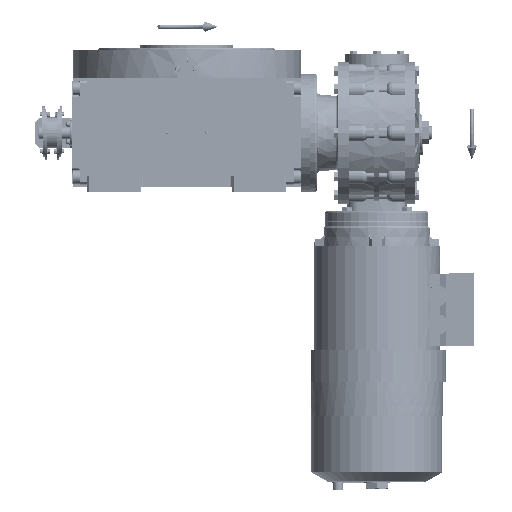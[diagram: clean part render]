
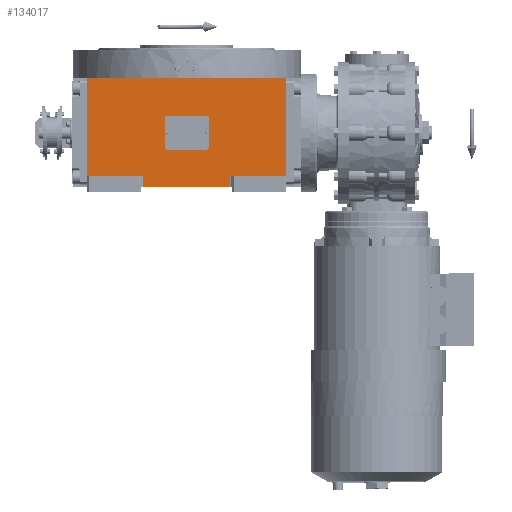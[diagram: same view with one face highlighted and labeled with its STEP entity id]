
A CAD part, top view. The second image highlights one B-rep face of the part: STEP entity #134017.
In plain terms, the highlighted planar face has unit normal (0, 0, 1).
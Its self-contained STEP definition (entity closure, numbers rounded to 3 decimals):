
#1527 = VERTEX_POINT ( 'NONE', #152859 ) ;
#2950 = DIRECTION ( 'NONE',  ( 0., -1., 0. ) ) ;
#4210 = VECTOR ( 'NONE', #11166, 1000. ) ;
#4690 = EDGE_CURVE ( 'NONE', #53645, #26406, #83286, .T. ) ;
#6769 = VECTOR ( 'NONE', #59884, 1000. ) ;
#10056 = ORIENTED_EDGE ( 'NONE', *, *, #120415, .F. ) ;
#11166 = DIRECTION ( 'NONE',  ( 1., 0., 0. ) ) ;
#14405 = DIRECTION ( 'NONE',  ( 0., 1., 0. ) ) ;
#18683 = ORIENTED_EDGE ( 'NONE', *, *, #4690, .T. ) ;
#19274 = LINE ( 'NONE', #73097, #6769 ) ;
#20549 = VERTEX_POINT ( 'NONE', #37103 ) ;
#20993 = VECTOR ( 'NONE', #14405, 1000. ) ;
#21508 = ORIENTED_EDGE ( 'NONE', *, *, #67069, .F. ) ;
#26406 = VERTEX_POINT ( 'NONE', #169252 ) ;
#28445 = DIRECTION ( 'NONE',  ( 1., 0., 0. ) ) ;
#29113 = VERTEX_POINT ( 'NONE', #115843 ) ;
#33636 = ORIENTED_EDGE ( 'NONE', *, *, #143828, .F. ) ;
#37103 = CARTESIAN_POINT ( 'NONE',  ( -135., 75., 226. ) ) ;
#37818 = LINE ( 'NONE', #133107, #69942 ) ;
#38302 = DIRECTION ( 'NONE',  ( 0., 0., 1. ) ) ;
#40071 = PLANE ( 'NONE',  #170211 ) ;
#40260 = DIRECTION ( 'NONE',  ( 1., 0., 0. ) ) ;
#41310 = ORIENTED_EDGE ( 'NONE', *, *, #42792, .F. ) ;
#42792 = EDGE_CURVE ( 'NONE', #84226, #29113, #93895, .T. ) ;
#43603 = DIRECTION ( 'NONE',  ( 0., 1., 0. ) ) ;
#47094 = VECTOR ( 'NONE', #28445, 1000. ) ;
#53645 = VERTEX_POINT ( 'NONE', #85441 ) ;
#59884 = DIRECTION ( 'NONE',  ( 0., 1., 0. ) ) ;
#64547 = VERTEX_POINT ( 'NONE', #83415 ) ;
#67069 = EDGE_CURVE ( 'NONE', #1527, #101059, #19274, .T. ) ;
#69942 = VECTOR ( 'NONE', #121600, 1000. ) ;
#73022 = EDGE_LOOP ( 'NONE', ( #158188, #41310, #92390, #18683, #10056, #33636, #154434, #21508 ) ) ;
#73097 = CARTESIAN_POINT ( 'NONE',  ( -59., -73., 226. ) ) ;
#73749 = CARTESIAN_POINT ( 'NONE',  ( -59., -59., 226. ) ) ;
#81587 = CARTESIAN_POINT ( 'NONE',  ( 135., -59., 226. ) ) ;
#83286 = LINE ( 'NONE', #81587, #141293 ) ;
#83415 = CARTESIAN_POINT ( 'NONE',  ( -135., -59., 226. ) ) ;
#84226 = VERTEX_POINT ( 'NONE', #161678 ) ;
#85441 = CARTESIAN_POINT ( 'NONE',  ( 135., -59., 226. ) ) ;
#91230 = FACE_OUTER_BOUND ( 'NONE', #73022, .T. ) ;
#92300 = CARTESIAN_POINT ( 'NONE',  ( 59., -59., 226. ) ) ;
#92390 = ORIENTED_EDGE ( 'NONE', *, *, #155164, .T. ) ;
#93831 = CARTESIAN_POINT ( 'NONE',  ( -135., -59., 226. ) ) ;
#93895 = LINE ( 'NONE', #147745, #126519 ) ;
#95497 = CARTESIAN_POINT ( 'NONE',  ( -135., -59., 226. ) ) ;
#101059 = VERTEX_POINT ( 'NONE', #73749 ) ;
#107949 = CARTESIAN_POINT ( 'NONE',  ( -135., -73., 226. ) ) ;
#115843 = CARTESIAN_POINT ( 'NONE',  ( 59., -73., 226. ) ) ;
#119674 = CARTESIAN_POINT ( 'NONE',  ( -135., 75., 226. ) ) ;
#120415 = EDGE_CURVE ( 'NONE', #20549, #26406, #132071, .T. ) ;
#121600 = DIRECTION ( 'NONE',  ( 1., 0., 0. ) ) ;
#122843 = EDGE_CURVE ( 'NONE', #64547, #101059, #151932, .T. ) ;
#124470 = VECTOR ( 'NONE', #40260, 1000. ) ;
#126018 = EDGE_CURVE ( 'NONE', #1527, #29113, #37818, .T. ) ;
#126519 = VECTOR ( 'NONE', #2950, 1000. ) ;
#131150 = LINE ( 'NONE', #92300, #124470 ) ;
#132071 = LINE ( 'NONE', #119674, #4210 ) ;
#133107 = CARTESIAN_POINT ( 'NONE',  ( -59., -73., 226. ) ) ;
#134017 = ADVANCED_FACE ( 'NONE', ( #91230 ), #40071, .T. ) ;
#135288 = LINE ( 'NONE', #93831, #20993 ) ;
#141293 = VECTOR ( 'NONE', #43603, 1000. ) ;
#143828 = EDGE_CURVE ( 'NONE', #64547, #20549, #135288, .T. ) ;
#147745 = CARTESIAN_POINT ( 'NONE',  ( 59., -59., 226. ) ) ;
#151932 = LINE ( 'NONE', #95497, #47094 ) ;
#152859 = CARTESIAN_POINT ( 'NONE',  ( -59., -73., 226. ) ) ;
#154434 = ORIENTED_EDGE ( 'NONE', *, *, #122843, .T. ) ;
#155164 = EDGE_CURVE ( 'NONE', #84226, #53645, #131150, .T. ) ;
#158188 = ORIENTED_EDGE ( 'NONE', *, *, #126018, .T. ) ;
#161678 = CARTESIAN_POINT ( 'NONE',  ( 59., -59., 226. ) ) ;
#161799 = DIRECTION ( 'NONE',  ( 1., 0., 0. ) ) ;
#169252 = CARTESIAN_POINT ( 'NONE',  ( 135., 75., 226. ) ) ;
#170211 = AXIS2_PLACEMENT_3D ( 'NONE', #107949, #38302, #161799 ) ;
